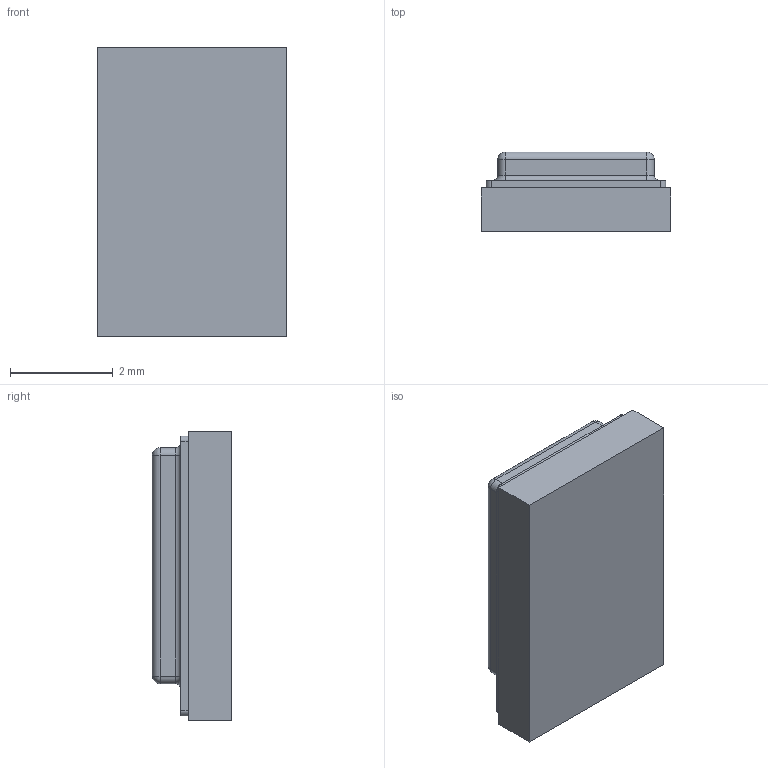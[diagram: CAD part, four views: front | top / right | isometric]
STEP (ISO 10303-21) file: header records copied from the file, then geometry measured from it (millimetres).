
FILE_DESCRIPTION (( 'STEP AP214' ), '1' );
FILE_NAME ('SF_QGS_L5.65W3.7T1.55.STEP', '2019-12-11T16:17:00', ( '' ), ( '' ), 'SwSTEP 2.0', 'SolidWorks 2014', '' );
FILE_SCHEMA (( 'AUTOMOTIVE_DESIGN' ));
Length unit declared in the file: millimetre
Products named in the file (1): SF_QGS_L5.65W3.7T1.55
Bounding box: 3.7 x 1.55 x 5.65 mm (x, y, z)
Volume: 28.2 mm3; surface area: 67.3 mm2
Topology: 1 solids, 1 shells, 97 faces, 251 edges, 158 vertices
Faces by surface type: plane 71, cylinder 18, sphere 4, torus 4
Entity records: 3982 total; most frequent: CARTESIAN_POINT 503, ORIENTED_EDGE 494, DIRECTION 483, EDGE_CURVE 247, LINE 207, VECTOR 207, VERTEX_POINT 158, AXIS2_PLACEMENT_3D 138
